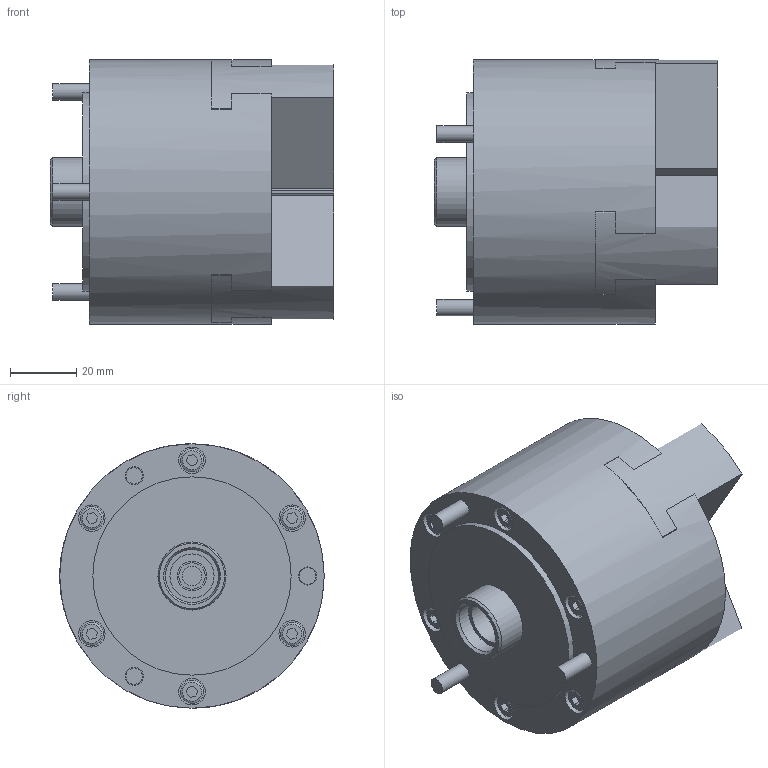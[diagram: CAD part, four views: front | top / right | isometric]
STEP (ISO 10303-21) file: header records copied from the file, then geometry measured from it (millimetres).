
FILE_DESCRIPTION(/* description */ ('Unknown'),/* implementation_level */ '2;1');
FILE_NAME(/* name */ 'KPC803C100-Solid',/* time_stamp */ '2019-08-16T08:57:57+01:00',/* author */ ('Unknown'),/* organization */ ('Unknown'),/* preprocessor_version */ 'ST-DEVELOPER v16.7',/* originating_system */ 'DEX',/* authorisation */ $);
FILE_SCHEMA (('AUTOMOTIVE_DESIGN {1 0 10303 214 3 1 1}'));
Length unit declared in the file: millimetre
Products named in the file (1): KPC803C100
Bounding box: 85.9 x 80 x 80 mm (x, y, z)
Volume: 309743.1 mm3; surface area: 57491.6 mm2
Topology: 1 solids, 23 shells, 507 faces, 1239 edges, 809 vertices
Faces by surface type: plane 344, cylinder 112, cone 47, torus 4
Full cylindrical faces by diameter (mm): 2.1 x3, 2.6 x3, 3.3 x6, 4 x12, 4.5 x9, 5 x9, 5.5 x9, 6 x1, 6.4 x1, 7 x6, 7.96 x2, 8 x6, 8.5 x6, 9 x4, 10 x3, 10.72 x1, 11 x1, 11.7 x1, 12 x1, 13 x1, 13.376 x1, 14.94 x3, 16 x3, 17.7 x1, 18 x1, 20 x1, 20.6 x1, 31.6 x2, 60 x1, 80 x1
Entity records: 13857 total; most frequent: CARTESIAN_POINT 2428, DIRECTION 2360, ORIENTED_EDGE 2094, EDGE_CURVE 1047, AXIS2_PLACEMENT_3D 832, VERTEX_POINT 771, FACE_BOUND 748, EDGE_LOOP 739
